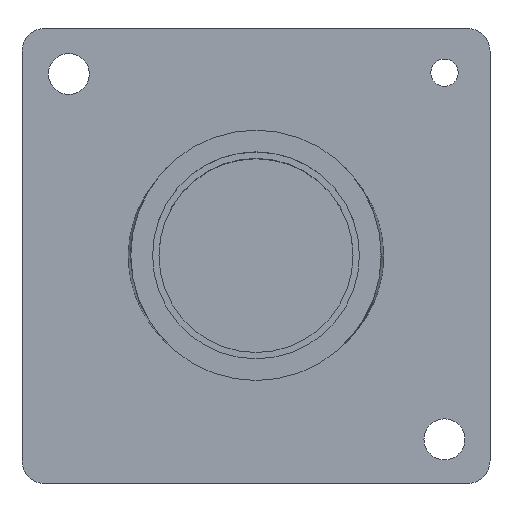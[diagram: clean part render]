
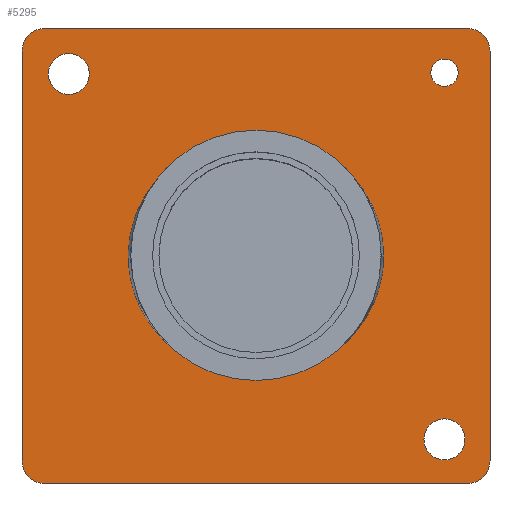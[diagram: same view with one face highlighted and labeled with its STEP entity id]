
A CAD part, top view. The second image highlights one B-rep face of the part: STEP entity #5295.
In plain terms, the highlighted planar face has unit normal (0, 0, 1).
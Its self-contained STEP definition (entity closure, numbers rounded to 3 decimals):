
#17=CIRCLE('',#5513,5.);
#19=CIRCLE('',#5516,5.);
#20=CIRCLE('',#5517,5.);
#21=CIRCLE('',#5518,5.);
#22=CIRCLE('',#5519,3.);
#23=CIRCLE('',#5520,4.5);
#24=CIRCLE('',#5521,4.5);
#195=FACE_BOUND('',#1563,.T.);
#196=FACE_BOUND('',#1564,.T.);
#197=FACE_BOUND('',#1565,.T.);
#198=FACE_BOUND('',#1566,.T.);
#338=PLANE('',#5515);
#585=LINE('',#12819,#895);
#586=LINE('',#12823,#896);
#587=LINE('',#12827,#897);
#588=LINE('',#12830,#898);
#895=VECTOR('',#6135,92.809);
#896=VECTOR('',#6138,90.);
#897=VECTOR('',#6141,92.809);
#898=VECTOR('',#6144,90.);
#1226=FACE_OUTER_BOUND('',#1562,.T.);
#1562=EDGE_LOOP('',(#4478,#4479,#4480,#4481,#4482,#4483,#4484,#4485));
#1563=EDGE_LOOP('',(#4486));
#1564=EDGE_LOOP('',(#4487));
#1565=EDGE_LOOP('',(#4488));
#1566=EDGE_LOOP('',(#4489));
#2083=B_SPLINE_CURVE_WITH_KNOTS('',3,(#12838,#12839,#12840,#12841,#12842,
#12843,#12844,#12845,#12846,#12847,#12848,#12849,#12850,#12851,#12852,#12853,
#12854,#12855,#12856,#12857,#12858,#12859,#12860,#12861,#12862,#12863,#12864,
#12865,#12866,#12867,#12868,#12869,#12870,#12871,#12872,#12873,#12874,#12875,
#12876,#12877,#12878,#12879,#12880,#12881,#12882,#12883,#12884,#12885,#12886),
 .UNSPECIFIED.,.T.,.F.,(4,3,3,3,3,3,3,3,3,3,3,3,3,3,3,3,4),(-1.373,
-0.294,0.784,1.863,2.941,
4.02,5.098,6.177,7.255,8.334,
9.412,10.491,11.569,12.648,13.726,
14.805,15.883),.UNSPECIFIED.);
#2453=VERTEX_POINT('',#12809);
#2454=VERTEX_POINT('',#12810);
#2457=VERTEX_POINT('',#12818);
#2458=VERTEX_POINT('',#12820);
#2459=VERTEX_POINT('',#12822);
#2460=VERTEX_POINT('',#12824);
#2461=VERTEX_POINT('',#12826);
#2462=VERTEX_POINT('',#12828);
#2463=VERTEX_POINT('',#12831);
#2464=VERTEX_POINT('',#12833);
#2465=VERTEX_POINT('',#12835);
#2466=VERTEX_POINT('',#12837);
#3169=EDGE_CURVE('',#2453,#2454,#17,.T.);
#3173=EDGE_CURVE('',#2453,#2457,#585,.T.);
#3174=EDGE_CURVE('',#2458,#2457,#19,.T.);
#3175=EDGE_CURVE('',#2458,#2459,#586,.T.);
#3176=EDGE_CURVE('',#2460,#2459,#20,.T.);
#3177=EDGE_CURVE('',#2460,#2461,#587,.T.);
#3178=EDGE_CURVE('',#2462,#2461,#21,.T.);
#3179=EDGE_CURVE('',#2462,#2454,#588,.T.);
#3180=EDGE_CURVE('',#2463,#2463,#22,.T.);
#3181=EDGE_CURVE('',#2464,#2464,#23,.T.);
#3182=EDGE_CURVE('',#2465,#2465,#24,.T.);
#3183=EDGE_CURVE('',#2466,#2466,#2083,.T.);
#4478=ORIENTED_EDGE('',*,*,#3169,.F.);
#4479=ORIENTED_EDGE('',*,*,#3173,.T.);
#4480=ORIENTED_EDGE('',*,*,#3174,.F.);
#4481=ORIENTED_EDGE('',*,*,#3175,.T.);
#4482=ORIENTED_EDGE('',*,*,#3176,.F.);
#4483=ORIENTED_EDGE('',*,*,#3177,.T.);
#4484=ORIENTED_EDGE('',*,*,#3178,.F.);
#4485=ORIENTED_EDGE('',*,*,#3179,.T.);
#4486=ORIENTED_EDGE('',*,*,#3180,.T.);
#4487=ORIENTED_EDGE('',*,*,#3181,.T.);
#4488=ORIENTED_EDGE('',*,*,#3182,.T.);
#4489=ORIENTED_EDGE('',*,*,#3183,.F.);
#5295=ADVANCED_FACE('',(#1226,#195,#196,#197,#198),#338,.T.);
#5513=AXIS2_PLACEMENT_3D('',#12811,#6127,#6128);
#5515=AXIS2_PLACEMENT_3D('',#12817,#6133,#6134);
#5516=AXIS2_PLACEMENT_3D('',#12821,#6136,#6137);
#5517=AXIS2_PLACEMENT_3D('',#12825,#6139,#6140);
#5518=AXIS2_PLACEMENT_3D('',#12829,#6142,#6143);
#5519=AXIS2_PLACEMENT_3D('',#12832,#6145,#6146);
#5520=AXIS2_PLACEMENT_3D('',#12834,#6147,#6148);
#5521=AXIS2_PLACEMENT_3D('',#12836,#6149,#6150);
#6127=DIRECTION('center_axis',(0.,0.,-1.));
#6128=DIRECTION('ref_axis',(0.707,0.707,0.));
#6133=DIRECTION('center_axis',(0.,0.,1.));
#6134=DIRECTION('ref_axis',(1.,0.,0.));
#6135=DIRECTION('',(-1.,0.,0.));
#6136=DIRECTION('center_axis',(0.,0.,-1.));
#6137=DIRECTION('ref_axis',(-0.707,0.707,0.));
#6138=DIRECTION('',(0.,-1.,0.));
#6139=DIRECTION('center_axis',(0.,0.,-1.));
#6140=DIRECTION('ref_axis',(-0.707,-0.707,0.));
#6141=DIRECTION('',(1.,0.,0.));
#6142=DIRECTION('center_axis',(0.,0.,-1.));
#6143=DIRECTION('ref_axis',(0.707,-0.707,0.));
#6144=DIRECTION('',(0.,1.,0.));
#6145=DIRECTION('center_axis',(0.,0.,-1.));
#6146=DIRECTION('ref_axis',(1.,0.,0.));
#6147=DIRECTION('center_axis',(0.,0.,-1.));
#6148=DIRECTION('ref_axis',(1.,0.,0.));
#6149=DIRECTION('center_axis',(0.,0.,-1.));
#6150=DIRECTION('ref_axis',(1.,0.,0.));
#12809=CARTESIAN_POINT('',(46.404,50.,91.5));
#12810=CARTESIAN_POINT('',(51.404,45.,91.5));
#12811=CARTESIAN_POINT('Origin',(46.404,45.,91.5));
#12817=CARTESIAN_POINT('Origin',(0.,0.,91.5));
#12818=CARTESIAN_POINT('',(-46.404,50.,91.5));
#12819=CARTESIAN_POINT('',(51.404,50.,91.5));
#12820=CARTESIAN_POINT('',(-51.404,45.,91.5));
#12821=CARTESIAN_POINT('Origin',(-46.404,45.,91.5));
#12822=CARTESIAN_POINT('',(-51.404,-45.,91.5));
#12823=CARTESIAN_POINT('',(-51.404,50.,91.5));
#12824=CARTESIAN_POINT('',(-46.404,-50.,91.5));
#12825=CARTESIAN_POINT('Origin',(-46.404,-45.,91.5));
#12826=CARTESIAN_POINT('',(46.404,-50.,91.5));
#12827=CARTESIAN_POINT('',(-51.404,-50.,91.5));
#12828=CARTESIAN_POINT('',(51.404,-45.,91.5));
#12829=CARTESIAN_POINT('Origin',(46.404,-45.,91.5));
#12830=CARTESIAN_POINT('',(51.404,-50.,91.5));
#12831=CARTESIAN_POINT('',(38.404,40.273,91.5));
#12832=CARTESIAN_POINT('Origin',(41.404,40.273,91.5));
#12833=CARTESIAN_POINT('',(36.904,-40.273,91.5));
#12834=CARTESIAN_POINT('Origin',(41.404,-40.273,91.5));
#12835=CARTESIAN_POINT('',(-45.624,40.,91.5));
#12836=CARTESIAN_POINT('Origin',(-41.124,40.,91.5));
#12837=CARTESIAN_POINT('',(28.063,0.,91.5));
#12838=CARTESIAN_POINT('Ctrl Pts',(28.063,0.,91.5));
#12839=CARTESIAN_POINT('Ctrl Pts',(28.063,3.517,91.5));
#12840=CARTESIAN_POINT('Ctrl Pts',(27.327,7.025,91.5));
#12841=CARTESIAN_POINT('Ctrl Pts',(25.915,10.261,91.5));
#12842=CARTESIAN_POINT('Ctrl Pts',(24.504,13.497,91.5));
#12843=CARTESIAN_POINT('Ctrl Pts',(22.418,16.461,91.5));
#12844=CARTESIAN_POINT('Ctrl Pts',(19.817,18.929,91.5));
#12845=CARTESIAN_POINT('Ctrl Pts',(17.217,21.396,91.5));
#12846=CARTESIAN_POINT('Ctrl Pts',(14.101,23.366,91.5));
#12847=CARTESIAN_POINT('Ctrl Pts',(10.712,24.695,91.5));
#12848=CARTESIAN_POINT('Ctrl Pts',(7.322,26.024,91.5));
#12849=CARTESIAN_POINT('Ctrl Pts',(3.659,26.712,91.5));
#12850=CARTESIAN_POINT('Ctrl Pts',(0.,26.712,
91.5));
#12851=CARTESIAN_POINT('Ctrl Pts',(-3.659,26.712,91.5));
#12852=CARTESIAN_POINT('Ctrl Pts',(-7.322,26.024,91.5));
#12853=CARTESIAN_POINT('Ctrl Pts',(-10.712,24.695,91.5));
#12854=CARTESIAN_POINT('Ctrl Pts',(-14.101,23.366,91.5));
#12855=CARTESIAN_POINT('Ctrl Pts',(-17.217,21.396,91.5));
#12856=CARTESIAN_POINT('Ctrl Pts',(-19.817,18.929,91.5));
#12857=CARTESIAN_POINT('Ctrl Pts',(-22.418,16.461,91.5));
#12858=CARTESIAN_POINT('Ctrl Pts',(-24.504,13.497,91.5));
#12859=CARTESIAN_POINT('Ctrl Pts',(-25.915,10.261,91.5));
#12860=CARTESIAN_POINT('Ctrl Pts',(-27.327,7.025,91.5));
#12861=CARTESIAN_POINT('Ctrl Pts',(-28.063,3.517,91.5));
#12862=CARTESIAN_POINT('Ctrl Pts',(-28.063,0.,
91.5));
#12863=CARTESIAN_POINT('Ctrl Pts',(-28.063,-3.517,
91.5));
#12864=CARTESIAN_POINT('Ctrl Pts',(-27.327,-7.025,
91.5));
#12865=CARTESIAN_POINT('Ctrl Pts',(-25.915,-10.261,
91.5));
#12866=CARTESIAN_POINT('Ctrl Pts',(-24.504,-13.497,
91.5));
#12867=CARTESIAN_POINT('Ctrl Pts',(-22.418,-16.461,
91.5));
#12868=CARTESIAN_POINT('Ctrl Pts',(-19.817,-18.929,
91.5));
#12869=CARTESIAN_POINT('Ctrl Pts',(-17.217,-21.396,
91.5));
#12870=CARTESIAN_POINT('Ctrl Pts',(-14.101,-23.366,
91.5));
#12871=CARTESIAN_POINT('Ctrl Pts',(-10.712,-24.695,91.5));
#12872=CARTESIAN_POINT('Ctrl Pts',(-7.322,-26.024,
91.5));
#12873=CARTESIAN_POINT('Ctrl Pts',(-3.659,-26.712,
91.5));
#12874=CARTESIAN_POINT('Ctrl Pts',(0.,-26.712,
91.5));
#12875=CARTESIAN_POINT('Ctrl Pts',(3.659,-26.712,91.5));
#12876=CARTESIAN_POINT('Ctrl Pts',(7.322,-26.024,91.5));
#12877=CARTESIAN_POINT('Ctrl Pts',(10.712,-24.695,91.5));
#12878=CARTESIAN_POINT('Ctrl Pts',(14.101,-23.366,91.5));
#12879=CARTESIAN_POINT('Ctrl Pts',(17.217,-21.396,91.5));
#12880=CARTESIAN_POINT('Ctrl Pts',(19.817,-18.929,91.5));
#12881=CARTESIAN_POINT('Ctrl Pts',(22.418,-16.461,91.5));
#12882=CARTESIAN_POINT('Ctrl Pts',(24.504,-13.497,91.5));
#12883=CARTESIAN_POINT('Ctrl Pts',(25.915,-10.261,91.5));
#12884=CARTESIAN_POINT('Ctrl Pts',(27.327,-7.025,91.5));
#12885=CARTESIAN_POINT('Ctrl Pts',(28.063,-3.517,91.5));
#12886=CARTESIAN_POINT('Ctrl Pts',(28.063,0.,
91.5));
